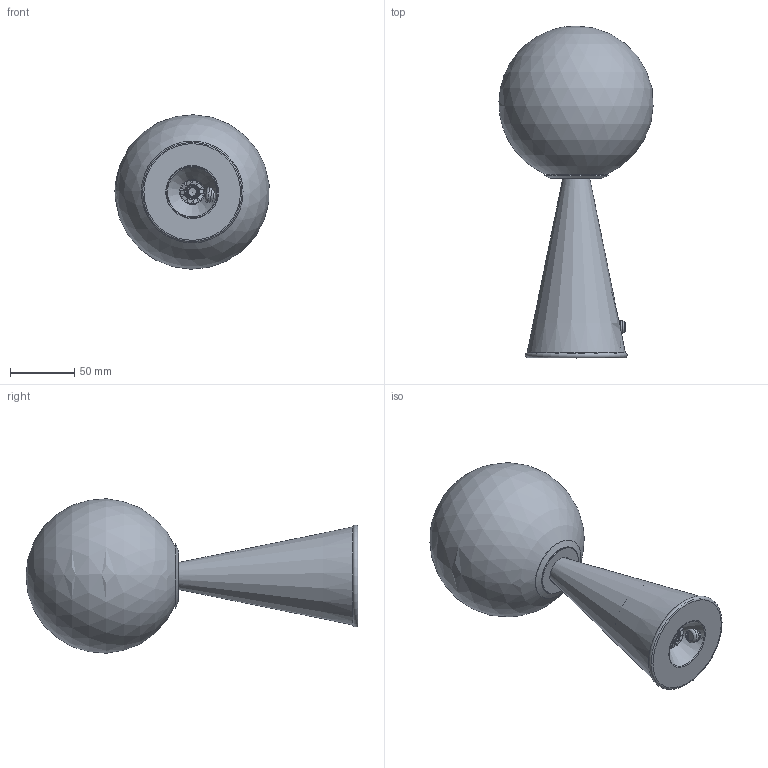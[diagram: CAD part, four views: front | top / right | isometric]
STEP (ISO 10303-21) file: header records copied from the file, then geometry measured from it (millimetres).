
FILE_DESCRIPTION(/* description */ (''),/* implementation_level */ '2;1');
FILE_NAME(/* name */ 'F247400150xxNE.stp',/* time_stamp */ '2020-01-13T14:16:14+01:00',/* author */ ('sghezzi'),/* organization */ (''),/* preprocessor_version */ 'ST-DEVELOPER v17.2',/* originating_system */ 'Autodesk Inventor 2019',/* authorisation */ '');
FILE_SCHEMA (('AUTOMOTIVE_DESIGN { 1 0 10303 214 3 1 1 }'));
Length unit declared in the file: millimetre
Products named in the file (15): ASSIEME BILIA 2474-0 G9; 007247410; 007247411; 007247412; 007247413-14; 006453611; 007440420 ; 006423000; 005355200; ISO 4036 - M10; 064004020; 002438000; 063015000 RONDELLA De 10.5x18x0.9 ZnBi***usare 063022100; 006247202; 061013011
Assembly tree (16 placements, depth 2):
  ASSIEME BILIA 2474-0 G9
    007247410
    007247411
    007247412  x2
    007247413-14
    006453611
    007440420 
    006423000
    005355200
    ISO 4036 - M10
    064004020
    002438000
    063015000 RONDELLA De 10.5x18x0.9 ZnBi***usare 063022100  x2
    006247202
    061013011
Bounding box: 119.63 x 257.61 x 119.89 mm (x, y, z)
Volume: 175142.1 mm3; surface area: 178585.1 mm2
Topology: 15 solids, 204 shells, 476 faces, 1827 edges, 1577 vertices
Faces by surface type: plane 304, cylinder 126, torus 22, cone 20, sphere 3, bspline 1
Full cylindrical faces by diameter (mm): 6 x1, 8 x1, 8.376 x1, 9 x2, 9.7 x2, 10 x1, 10.2 x1, 10.218 x1, 10.4 x3, 10.5 x3, 12 x2, 14 x1, 20 x1, 21 x1, 39.7 x1, 40 x1, 45 x2, 55 x2, 76.971 x1
Entity records: 18017 total; most frequent: CARTESIAN_POINT 3850, DIRECTION 2950, ORIENTED_EDGE 2130, EDGE_CURVE 1576, VERTEX_POINT 1411, AXIS2_PLACEMENT_3D 993, LINE 964, VECTOR 964
